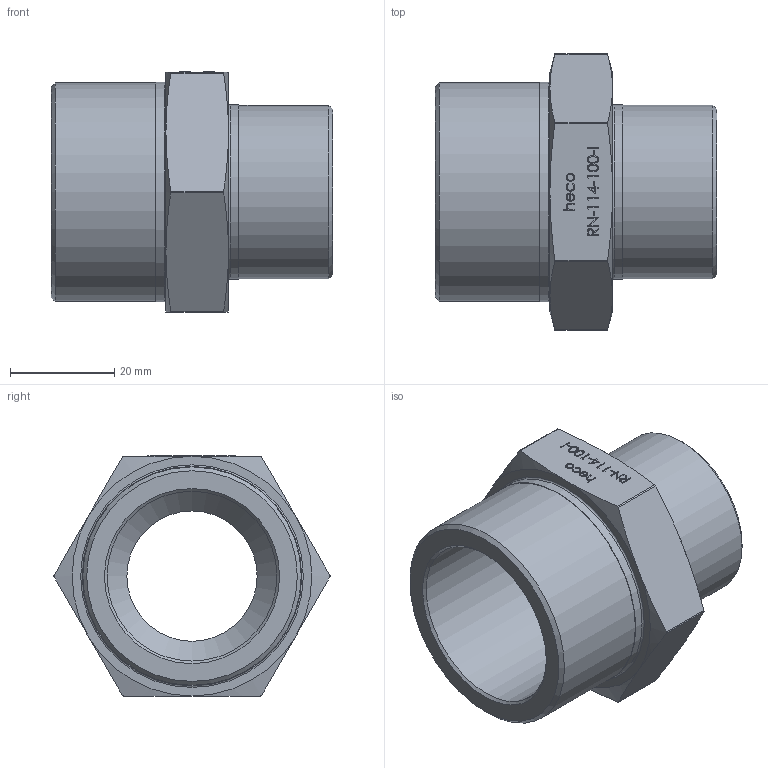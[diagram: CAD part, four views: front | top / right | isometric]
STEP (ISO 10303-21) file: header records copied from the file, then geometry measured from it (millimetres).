
FILE_DESCRIPTION (( 'STEP AP214' ), '1' );
FILE_NAME ('heco_RN-114-100-I.STEP', '2016-07-04T13:30:54', ( '' ), ( '' ), 'SwSTEP 2.0', 'SolidWorks 2011', '' );
FILE_SCHEMA (( 'AUTOMOTIVE_DESIGN' ));
Length unit declared in the file: millimetre
Products named in the file (1): heco_RN-114-100-I
Bounding box: 54 x 53.02 x 46.05 mm (x, y, z)
Volume: 33464.9 mm3; surface area: 14015.6 mm2
Topology: 1 solids, 1 shells, 204 faces, 510 edges, 334 vertices
Faces by surface type: plane 115, bspline 58, cone 17, cylinder 12, torus 2
Full cylindrical faces by diameter (mm): 25 x1, 32.6 x1, 33.249 x1, 33.449 x1, 41.91 x1, 42.11 x1
Entity records: 11079 total; most frequent: CARTESIAN_POINT 4982, ORIENTED_EDGE 990, DIRECTION 667, EDGE_CURVE 495, VERTEX_POINT 332, LINE 313, VECTOR 313, EDGE_LOOP 245
